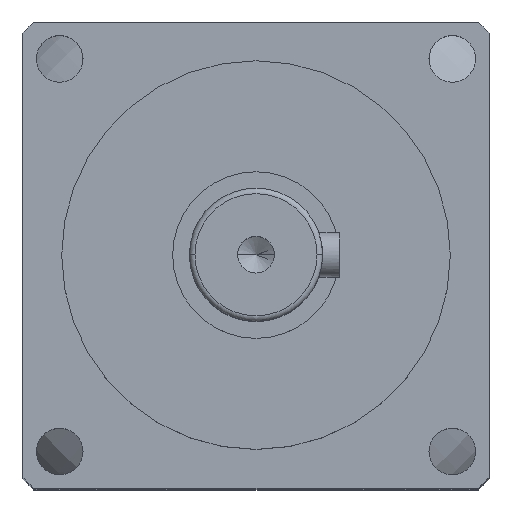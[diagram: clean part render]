
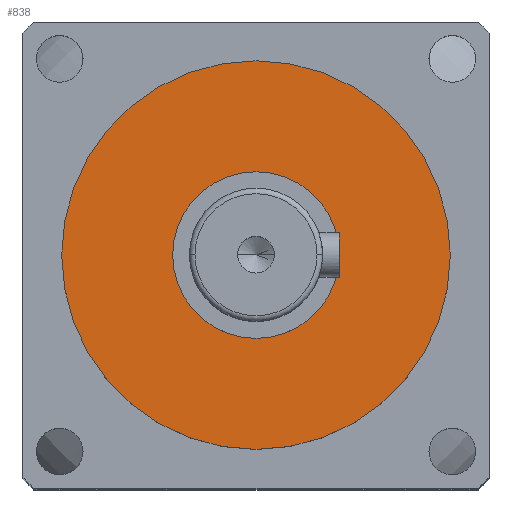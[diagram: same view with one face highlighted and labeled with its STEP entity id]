
A CAD part, top view. The second image highlights one B-rep face of the part: STEP entity #838.
In plain terms, the highlighted planar face has unit normal (0, 0, 1).
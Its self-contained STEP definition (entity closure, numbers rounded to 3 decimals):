
#59 = CARTESIAN_POINT ( 'NONE',  ( 0., 0., -21. ) ) ;
#74 = EDGE_LOOP ( 'NONE', ( #6785, #4340 ) ) ;
#463 = ORIENTED_EDGE ( 'NONE', *, *, #1916, .F. ) ;
#592 = DIRECTION ( 'NONE',  ( -1., 0., 0. ) ) ;
#648 = DIRECTION ( 'NONE',  ( 1., 0., 0. ) ) ;
#763 = AXIS2_PLACEMENT_3D ( 'NONE', #3334, #7267, #3916 ) ;
#838 = ADVANCED_FACE ( 'NONE', ( #2286, #5294 ), #3401, .F. ) ;
#1206 = AXIS2_PLACEMENT_3D ( 'NONE', #2168, #6107, #2710 ) ;
#1265 = CIRCLE ( 'NONE', #763, 17.5 ) ;
#1314 = AXIS2_PLACEMENT_3D ( 'NONE', #5095, #3963, #592 ) ;
#1490 = CARTESIAN_POINT ( 'NONE',  ( -7.5, 0., -21. ) ) ;
#1650 = CARTESIAN_POINT ( 'NONE',  ( 0., 0., -21. ) ) ;
#1695 = CARTESIAN_POINT ( 'NONE',  ( 7.5, 0., -21. ) ) ;
#1916 = EDGE_CURVE ( 'NONE', #3826, #4157, #3679, .T. ) ;
#2168 = CARTESIAN_POINT ( 'NONE',  ( 0., 0., -21. ) ) ;
#2217 = DIRECTION ( 'NONE',  ( 1., 0., 0. ) ) ;
#2286 = FACE_BOUND ( 'NONE', #6701, .T. ) ;
#2338 = EDGE_CURVE ( 'NONE', #2748, #2818, #6580, .T. ) ;
#2710 = DIRECTION ( 'NONE',  ( 1., 0., 0. ) ) ;
#2748 = VERTEX_POINT ( 'NONE', #2927 ) ;
#2818 = VERTEX_POINT ( 'NONE', #6360 ) ;
#2927 = CARTESIAN_POINT ( 'NONE',  ( -17.5, 0., -21. ) ) ;
#3334 = CARTESIAN_POINT ( 'NONE',  ( 0., 0., -21. ) ) ;
#3401 = PLANE ( 'NONE',  #1314 ) ;
#3679 = CIRCLE ( 'NONE', #4399, 7.5 ) ;
#3720 = EDGE_CURVE ( 'NONE', #4157, #3826, #5654, .T. ) ;
#3826 = VERTEX_POINT ( 'NONE', #1695 ) ;
#3916 = DIRECTION ( 'NONE',  ( 1., 0., 0. ) ) ;
#3963 = DIRECTION ( 'NONE',  ( 0., 0., -1. ) ) ;
#4017 = DIRECTION ( 'NONE',  ( 0., 0., 1. ) ) ;
#4157 = VERTEX_POINT ( 'NONE', #1490 ) ;
#4340 = ORIENTED_EDGE ( 'NONE', *, *, #2338, .T. ) ;
#4399 = AXIS2_PLACEMENT_3D ( 'NONE', #1650, #5594, #2217 ) ;
#4999 = ORIENTED_EDGE ( 'NONE', *, *, #3720, .F. ) ;
#5076 = AXIS2_PLACEMENT_3D ( 'NONE', #59, #4017, #648 ) ;
#5095 = CARTESIAN_POINT ( 'NONE',  ( 0., 17.5, -21. ) ) ;
#5294 = FACE_OUTER_BOUND ( 'NONE', #74, .T. ) ;
#5594 = DIRECTION ( 'NONE',  ( 0., 0., 1. ) ) ;
#5654 = CIRCLE ( 'NONE', #1206, 7.5 ) ;
#6107 = DIRECTION ( 'NONE',  ( 0., 0., 1. ) ) ;
#6360 = CARTESIAN_POINT ( 'NONE',  ( 17.5, 0., -21. ) ) ;
#6580 = CIRCLE ( 'NONE', #5076, 17.5 ) ;
#6701 = EDGE_LOOP ( 'NONE', ( #463, #4999 ) ) ;
#6785 = ORIENTED_EDGE ( 'NONE', *, *, #6940, .T. ) ;
#6940 = EDGE_CURVE ( 'NONE', #2818, #2748, #1265, .T. ) ;
#7267 = DIRECTION ( 'NONE',  ( 0., 0., 1. ) ) ;
